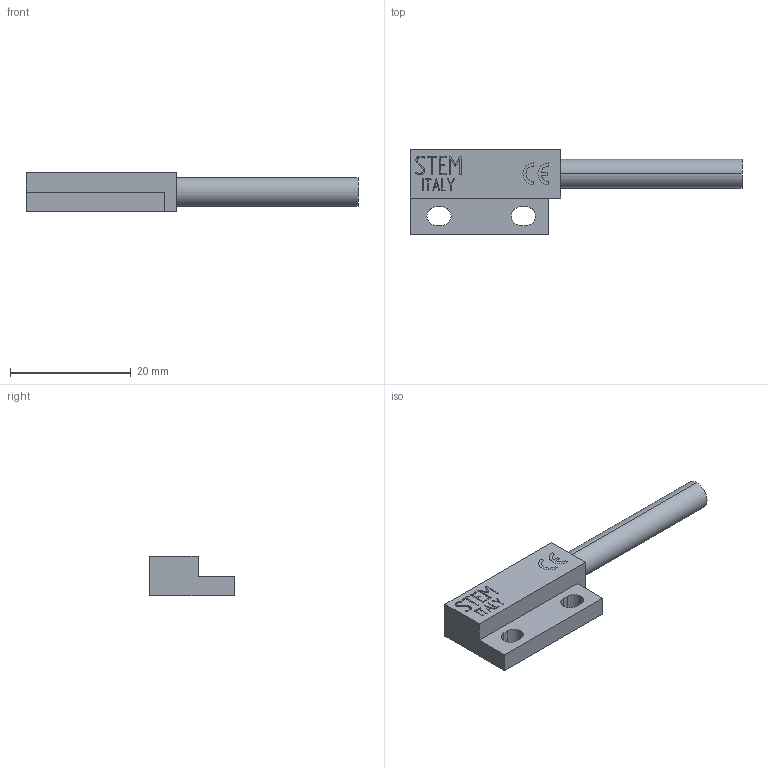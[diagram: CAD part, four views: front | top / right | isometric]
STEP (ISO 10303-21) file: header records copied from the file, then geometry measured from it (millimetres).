
FILE_DESCRIPTION (( 'STEP AP214' ), '1' );
FILE_NAME ('E540.STEP', '2021-12-30T08:36:55', ( '' ), ( '' ), 'SwSTEP 2.0', 'SolidWorks 2021', '' );
FILE_SCHEMA (( 'AUTOMOTIVE_DESIGN' ));
Length unit declared in the file: millimetre
Products named in the file (1): E540
Bounding box: 55 x 14 x 6.5 mm (x, y, z)
Volume: 2218.2 mm3; surface area: 1629.3 mm2
Topology: 1 solids, 1 shells, 173 faces, 474 edges, 316 vertices
Faces by surface type: plane 87, bspline 53, cylinder 33
Entity records: 5754 total; most frequent: CARTESIAN_POINT 1615, ORIENTED_EDGE 948, DIRECTION 675, EDGE_CURVE 474, VERTEX_POINT 316, VECTOR 301, LINE 301, EDGE_LOOP 190
